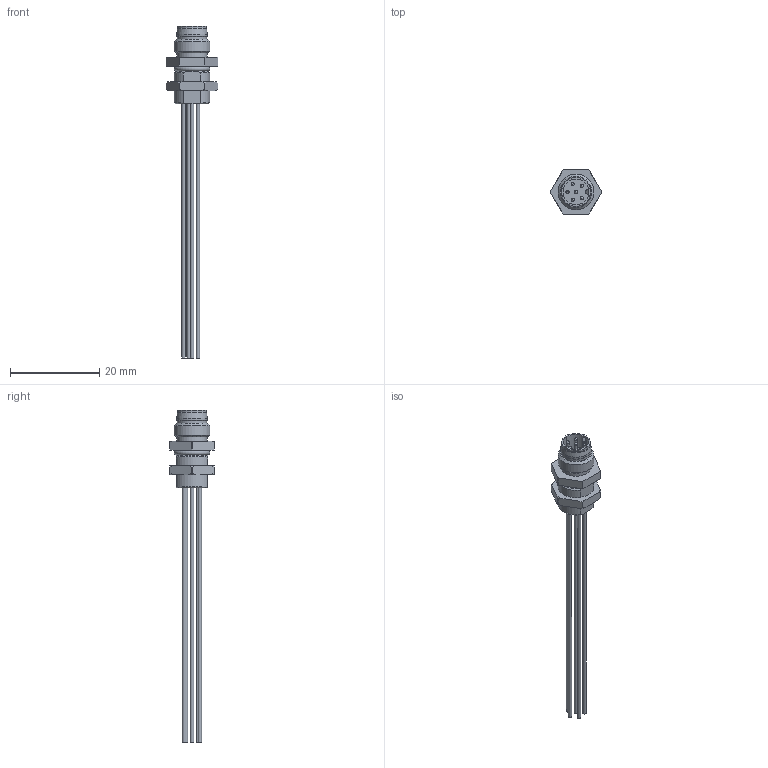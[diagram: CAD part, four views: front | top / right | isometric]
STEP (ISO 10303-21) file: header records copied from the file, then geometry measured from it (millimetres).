
FILE_DESCRIPTION(/* description */ (''),/* implementation_level */ '2;1');
FILE_NAME(/* name */ 'FSZ62--M8.stp',/* time_stamp */ '2018-06-13T13:12:15+08:00',/* author */ (''),/* organization */ (''),/* preprocessor_version */ 'ST-DEVELOPER v14',/* originating_system */ 'SIEMENS PLM Software NX 8.0',/* authorisation */ '');
FILE_SCHEMA (('AUTOMOTIVE_DESIGN { 1 0 10303 214 3 1 1 1 }'));
Length unit declared in the file: millimetre
Products named in the file (1): DELL1818A9928toc
Bounding box: 11.5 x 10 x 74.5 mm (x, y, z)
Volume: 991.2 mm3; surface area: 1825.5 mm2
Topology: 1 solids, 13 shells, 151 faces, 354 edges, 234 vertices
Faces by surface type: cylinder 62, plane 52, cone 28, sphere 6, torus 3
Full cylindrical faces by diameter (mm): 0.7 x12, 0.8 x18, 6.5 x1, 6.6 x1, 6.8 x2, 6.9 x2, 8 x1
Entity records: 4563 total; most frequent: CARTESIAN_POINT 719, DIRECTION 690, ORIENTED_EDGE 532, AXIS2_PLACEMENT_3D 305, EDGE_CURVE 266, EDGE_LOOP 240, VERTEX_POINT 202, FACE_BOUND 168
